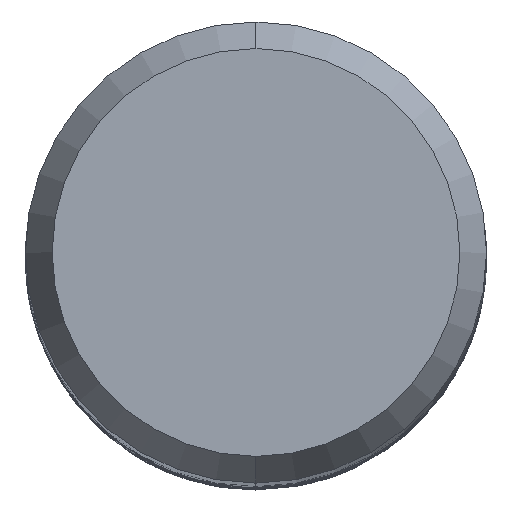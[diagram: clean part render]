
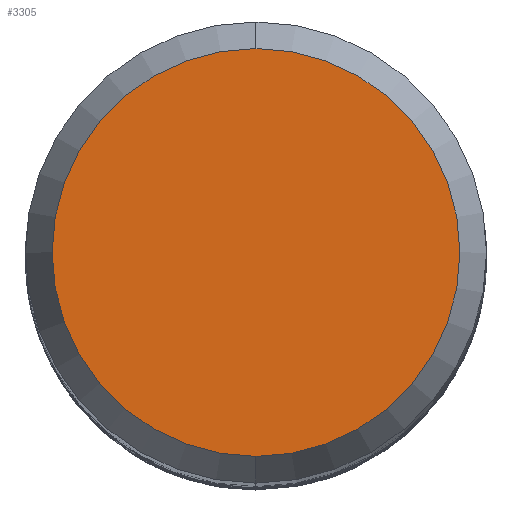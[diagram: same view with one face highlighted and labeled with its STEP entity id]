
A CAD part, top view. The second image highlights one B-rep face of the part: STEP entity #3305.
In plain terms, the highlighted planar face has unit normal (0, 0, 1).
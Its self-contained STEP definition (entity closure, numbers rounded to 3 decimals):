
#1295=EDGE_CURVE('',#1603,#2251,#3795,.T.);
#1455=EDGE_CURVE('',#2251,#1603,#3970,.T.);
#1603=VERTEX_POINT('',#4136);
#2251=VERTEX_POINT('',#4831);
#3305=ADVANCED_FACE('',(#5982),#5983,.T.);
#3795=CIRCLE('',#6512,4.423);
#3970=CIRCLE('',#9143,4.423);
#4136=CARTESIAN_POINT('',(0.0,4.423,0.0));
#4831=CARTESIAN_POINT('',(0.,-4.423,0.0));
#5982=FACE_OUTER_BOUND('',#32489,.T.);
#5983=PLANE('',#32490);
#6512=AXIS2_PLACEMENT_3D('',#37955,#37956,#37957);
#9143=AXIS2_PLACEMENT_3D('',#38135,#38136,#38137);
#32489=EDGE_LOOP('',(#40258,#40259));
#32490=AXIS2_PLACEMENT_3D('',#40260,#40261,#40262);
#37955=CARTESIAN_POINT('',(0.0,0.0,0.0));
#37956=DIRECTION('',(0.0,0.0,-1.0));
#37957=DIRECTION('',(0.0,1.0,0.0));
#38135=CARTESIAN_POINT('',(0.0,0.0,0.0));
#38136=DIRECTION('',(0.0,0.0,-1.0));
#38137=DIRECTION('',(0.0,1.0,0.0));
#40258=ORIENTED_EDGE('',*,*,#1295,.F.);
#40259=ORIENTED_EDGE('',*,*,#1455,.F.);
#40260=CARTESIAN_POINT('',(0.0,2.211,0.0));
#40261=DIRECTION('',(-0.0,0.0,1.0));
#40262=DIRECTION('',(0.0,-1.0,0.0));
